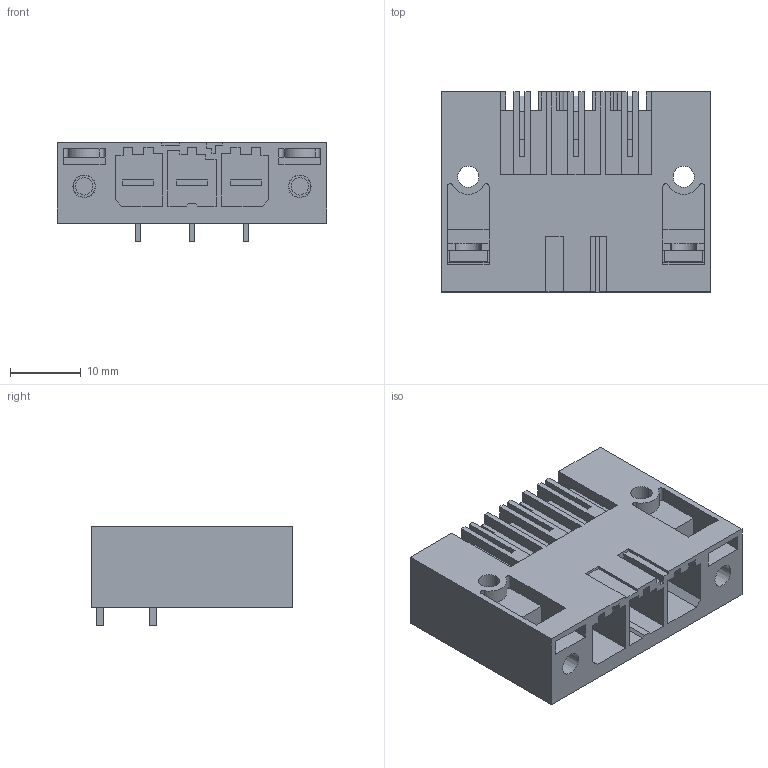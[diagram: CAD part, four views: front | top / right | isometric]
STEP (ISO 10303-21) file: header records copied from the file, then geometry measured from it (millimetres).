
FILE_DESCRIPTION(('CATIA V5 STEP','CAx-IF Rec.Pracs.--- Model Styling and Organization---1.4--- 2014-01-23'),'2;1');
FILE_NAME ('291331-5_0_2499610000_2499610000.stp','2023-09-25T08:22:24+00:00',('none'),('Weidmueller'),'CATIA Version 5-6 Release 2016 SP3 HF44','CATIA V5 STEP AP214','none');
FILE_SCHEMA(('AUTOMOTIVE_DESIGN { 1 0 10303 214 1 1 1 1 }'));
Length unit declared in the file: millimetre
Products named in the file (1): 2499610000
Bounding box: 38.1 x 28.3 x 14 mm (x, y, z)
Volume: 7293.5 mm3; surface area: 8753.8 mm2
Topology: 6 solids, 6 shells, 407 faces, 1197 edges, 809 vertices
Faces by surface type: plane 371, cylinder 32, cone 4
Entity records: 12886 total; most frequent: ORIENTED_EDGE 2394, CARTESIAN_POINT 2349, DIRECTION 1802, EDGE_CURVE 1197, VECTOR 1110, LINE 1110, VERTEX_POINT 809, EDGE_LOOP 436
